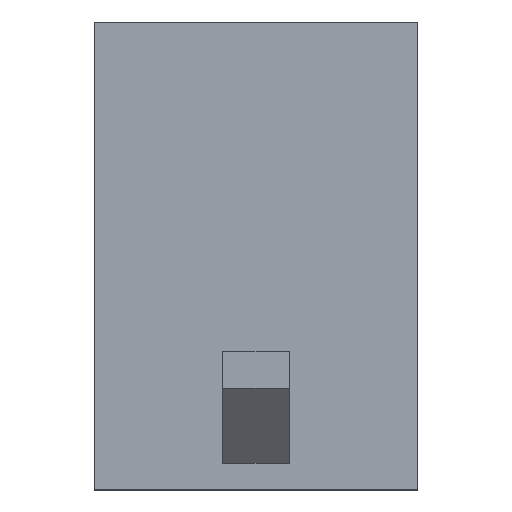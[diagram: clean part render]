
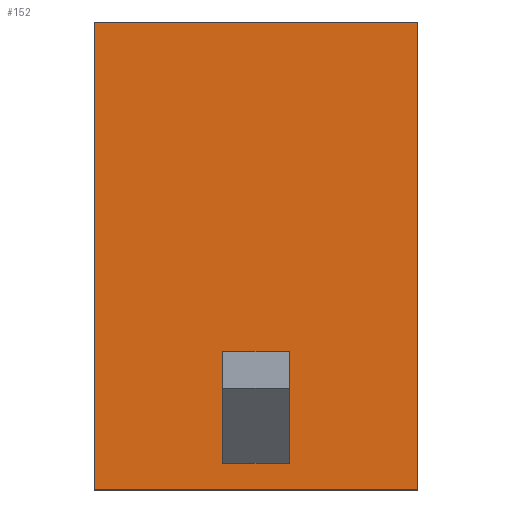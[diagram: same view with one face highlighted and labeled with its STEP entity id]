
A CAD part, top view. The second image highlights one B-rep face of the part: STEP entity #152.
In plain terms, the highlighted planar face has unit normal (0, 0, 1).
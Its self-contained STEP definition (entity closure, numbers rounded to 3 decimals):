
#152=ADVANCED_FACE('',(#314,#315),#238,.T.);
#238=PLANE('',#1591);
#314=FACE_BOUND('',#333,.T.);
#315=FACE_BOUND('',#334,.T.);
#333=EDGE_LOOP('',(#464,#465,#466,#467));
#334=EDGE_LOOP('',(#468,#469,#470,#471));
#464=ORIENTED_EDGE('',*,*,#1019,.T.);
#465=ORIENTED_EDGE('',*,*,#980,.T.);
#466=ORIENTED_EDGE('',*,*,#1020,.T.);
#467=ORIENTED_EDGE('',*,*,#1021,.T.);
#468=ORIENTED_EDGE('',*,*,#1022,.T.);
#469=ORIENTED_EDGE('',*,*,#1023,.T.);
#470=ORIENTED_EDGE('',*,*,#1024,.F.);
#471=ORIENTED_EDGE('',*,*,#1025,.F.);
#846=VERTEX_POINT('',#2080);
#847=VERTEX_POINT('',#2082);
#882=VERTEX_POINT('',#2238);
#883=VERTEX_POINT('',#2240);
#884=VERTEX_POINT('',#2243);
#885=VERTEX_POINT('',#2244);
#886=VERTEX_POINT('',#2246);
#887=VERTEX_POINT('',#2248);
#980=EDGE_CURVE('',#847,#846,#1192,.T.);
#1019=EDGE_CURVE('',#882,#847,#1221,.T.);
#1020=EDGE_CURVE('',#846,#883,#1222,.T.);
#1021=EDGE_CURVE('',#883,#882,#1223,.T.);
#1022=EDGE_CURVE('',#884,#885,#1224,.T.);
#1023=EDGE_CURVE('',#885,#886,#1225,.T.);
#1024=EDGE_CURVE('',#887,#886,#1226,.T.);
#1025=EDGE_CURVE('',#884,#887,#1227,.T.);
#1192=LINE('',#2081,#1386);
#1221=LINE('',#2237,#1415);
#1222=LINE('',#2239,#1416);
#1223=LINE('',#2241,#1417);
#1224=LINE('',#2242,#1418);
#1225=LINE('',#2245,#1419);
#1226=LINE('',#2247,#1420);
#1227=LINE('',#2249,#1421);
#1386=VECTOR('',#1683,1.);
#1415=VECTOR('',#1736,1.);
#1416=VECTOR('',#1737,1.);
#1417=VECTOR('',#1738,1.);
#1418=VECTOR('',#1739,1.);
#1419=VECTOR('',#1740,1.);
#1420=VECTOR('',#1741,1.);
#1421=VECTOR('',#1742,1.);
#1591=AXIS2_PLACEMENT_3D('',#2250,#1743,#1744);
#1683=DIRECTION('',(1.,0.,0.));
#1736=DIRECTION('',(0.,-1.,0.));
#1737=DIRECTION('',(0.,1.,0.));
#1738=DIRECTION('',(-1.,0.,0.));
#1739=DIRECTION('',(-1.,0.,0.));
#1740=DIRECTION('',(0.,1.,0.));
#1741=DIRECTION('',(-1.,0.,0.));
#1742=DIRECTION('',(0.,1.,0.));
#1743=DIRECTION('',(0.,0.,1.));
#1744=DIRECTION('',(1.,0.,0.));
#2080=CARTESIAN_POINT('',(3.425,-4.955,3.86));
#2081=CARTESIAN_POINT('',(-3.425,-4.955,3.86));
#2082=CARTESIAN_POINT('',(-3.425,-4.955,3.86));
#2237=CARTESIAN_POINT('',(-3.425,4.955,3.86));
#2238=CARTESIAN_POINT('',(-3.425,4.955,3.86));
#2239=CARTESIAN_POINT('',(3.425,-4.955,3.86));
#2240=CARTESIAN_POINT('',(3.425,4.955,3.86));
#2241=CARTESIAN_POINT('',(3.425,4.955,3.86));
#2242=CARTESIAN_POINT('',(0.7,-4.395,3.86));
#2243=CARTESIAN_POINT('',(0.7,-4.395,3.86));
#2244=CARTESIAN_POINT('',(-0.7,-4.395,3.86));
#2245=CARTESIAN_POINT('',(-0.7,-4.395,3.86));
#2246=CARTESIAN_POINT('',(-0.7,-2.035,3.86));
#2247=CARTESIAN_POINT('',(0.7,-2.035,3.86));
#2248=CARTESIAN_POINT('',(0.7,-2.035,3.86));
#2249=CARTESIAN_POINT('',(0.7,-4.395,3.86));
#2250=CARTESIAN_POINT('',(0.,0.,3.86));
